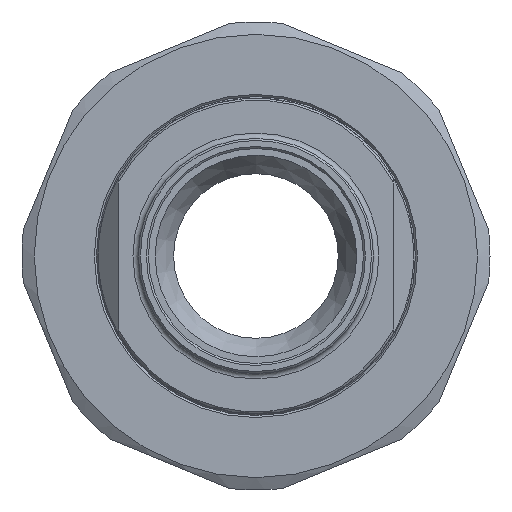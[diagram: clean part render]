
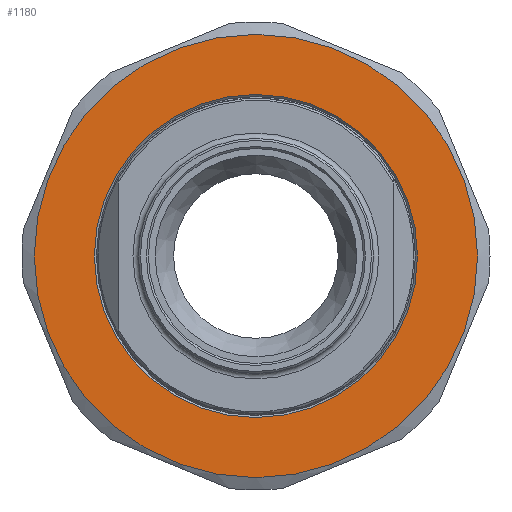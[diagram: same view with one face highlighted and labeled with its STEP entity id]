
A CAD part, left-side view. The second image highlights one B-rep face of the part: STEP entity #1180.
In plain terms, the highlighted planar face has unit normal (-1, 0, 0).
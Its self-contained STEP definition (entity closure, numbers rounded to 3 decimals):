
#70=FACE_BOUND('',#203,.T.);
#81=PLANE('',#1331);
#129=FACE_OUTER_BOUND('',#202,.T.);
#202=EDGE_LOOP('',(#811));
#203=EDGE_LOOP('',(#812));
#404=CIRCLE('',#1330,24.05);
#405=CIRCLE('',#1332,33.);
#498=VERTEX_POINT('',#1928);
#499=VERTEX_POINT('',#1932);
#620=EDGE_CURVE('',#498,#498,#404,.T.);
#622=EDGE_CURVE('',#499,#499,#405,.T.);
#811=ORIENTED_EDGE('',*,*,#622,.T.);
#812=ORIENTED_EDGE('',*,*,#620,.F.);
#1180=ADVANCED_FACE('',(#129,#70),#81,.T.);
#1330=AXIS2_PLACEMENT_3D('',#1929,#1521,#1522);
#1331=AXIS2_PLACEMENT_3D('',#1931,#1524,#1525);
#1332=AXIS2_PLACEMENT_3D('',#1933,#1526,#1527);
#1521=DIRECTION('center_axis',(-1.,0.,0.));
#1522=DIRECTION('ref_axis',(0.,1.,0.));
#1524=DIRECTION('center_axis',(-1.,0.,0.));
#1525=DIRECTION('ref_axis',(0.,0.,1.));
#1526=DIRECTION('center_axis',(-1.,0.,0.));
#1527=DIRECTION('ref_axis',(0.,1.,0.));
#1928=CARTESIAN_POINT('',(-23.,-24.05,0.));
#1929=CARTESIAN_POINT('Origin',(-23.,0.,0.));
#1931=CARTESIAN_POINT('Origin',(-23.,0.,0.));
#1932=CARTESIAN_POINT('',(-23.,-33.,0.));
#1933=CARTESIAN_POINT('Origin',(-23.,0.,0.));
